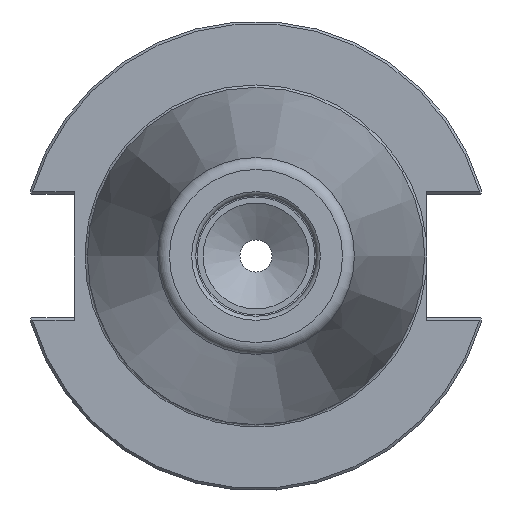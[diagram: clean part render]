
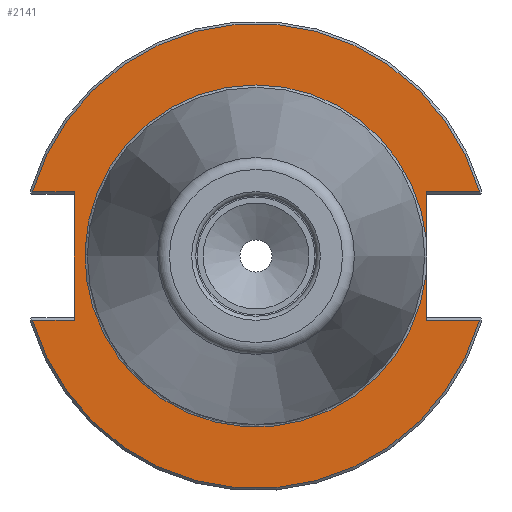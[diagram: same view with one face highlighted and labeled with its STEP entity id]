
A CAD part, left-side view. The second image highlights one B-rep face of the part: STEP entity #2141.
In plain terms, the highlighted planar face has unit normal (-1, 0, 0).
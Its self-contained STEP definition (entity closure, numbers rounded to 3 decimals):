
#121=PLANE('',#2336);
#173=LINE('',#3378,#280);
#177=LINE('',#3386,#284);
#178=LINE('',#3390,#285);
#179=LINE('',#3392,#286);
#180=LINE('',#3394,#287);
#181=LINE('',#3398,#288);
#182=LINE('',#3400,#289);
#280=VECTOR('',#2715,10.);
#284=VECTOR('',#2721,10.);
#285=VECTOR('',#2724,10.);
#286=VECTOR('',#2725,10.);
#287=VECTOR('',#2726,10.);
#288=VECTOR('',#2729,10.);
#289=VECTOR('',#2730,10.);
#425=FACE_OUTER_BOUND('',#544,.T.);
#544=EDGE_LOOP('',(#1545,#1546,#1547,#1548,#1549,#1550,#1551,#1552,#1553,
#1554,#1555));
#705=CIRCLE('',#2337,48.25);
#706=CIRCLE('',#2338,48.25);
#707=CIRCLE('',#2339,35.5);
#708=CIRCLE('',#2340,35.5);
#873=VERTEX_POINT('',#3373);
#874=VERTEX_POINT('',#3377);
#877=VERTEX_POINT('',#3385);
#878=VERTEX_POINT('',#3387);
#879=VERTEX_POINT('',#3389);
#880=VERTEX_POINT('',#3391);
#881=VERTEX_POINT('',#3393);
#882=VERTEX_POINT('',#3395);
#883=VERTEX_POINT('',#3397);
#884=VERTEX_POINT('',#3399);
#885=VERTEX_POINT('',#3401);
#1132=EDGE_CURVE('',#873,#874,#173,.T.);
#1136=EDGE_CURVE('',#877,#874,#177,.T.);
#1137=EDGE_CURVE('',#878,#873,#705,.T.);
#1138=EDGE_CURVE('',#879,#878,#178,.T.);
#1139=EDGE_CURVE('',#879,#880,#179,.T.);
#1140=EDGE_CURVE('',#881,#880,#180,.T.);
#1141=EDGE_CURVE('',#882,#881,#706,.T.);
#1142=EDGE_CURVE('',#883,#882,#181,.T.);
#1143=EDGE_CURVE('',#883,#884,#182,.T.);
#1144=EDGE_CURVE('',#884,#885,#707,.T.);
#1145=EDGE_CURVE('',#885,#877,#708,.T.);
#1545=ORIENTED_EDGE('',*,*,#1136,.T.);
#1546=ORIENTED_EDGE('',*,*,#1132,.F.);
#1547=ORIENTED_EDGE('',*,*,#1137,.F.);
#1548=ORIENTED_EDGE('',*,*,#1138,.F.);
#1549=ORIENTED_EDGE('',*,*,#1139,.T.);
#1550=ORIENTED_EDGE('',*,*,#1140,.F.);
#1551=ORIENTED_EDGE('',*,*,#1141,.F.);
#1552=ORIENTED_EDGE('',*,*,#1142,.F.);
#1553=ORIENTED_EDGE('',*,*,#1143,.T.);
#1554=ORIENTED_EDGE('',*,*,#1144,.T.);
#1555=ORIENTED_EDGE('',*,*,#1145,.T.);
#2141=ADVANCED_FACE('',(#425),#121,.T.);
#2336=AXIS2_PLACEMENT_3D('',#3384,#2719,#2720);
#2337=AXIS2_PLACEMENT_3D('',#3388,#2722,#2723);
#2338=AXIS2_PLACEMENT_3D('',#3396,#2727,#2728);
#2339=AXIS2_PLACEMENT_3D('',#3402,#2731,#2732);
#2340=AXIS2_PLACEMENT_3D('',#3403,#2733,#2734);
#2715=DIRECTION('',(0.,1.,0.));
#2719=DIRECTION('center_axis',(-1.,0.,0.));
#2720=DIRECTION('ref_axis',(0.,0.,1.));
#2721=DIRECTION('',(0.,0.,1.));
#2722=DIRECTION('center_axis',(1.,0.,0.));
#2723=DIRECTION('ref_axis',(0.,0.,-1.));
#2724=DIRECTION('',(0.,1.,0.));
#2725=DIRECTION('',(0.,0.,-1.));
#2726=DIRECTION('',(0.,-1.,0.));
#2727=DIRECTION('center_axis',(1.,0.,0.));
#2728=DIRECTION('ref_axis',(0.,0.,-1.));
#2729=DIRECTION('',(0.,-1.,0.));
#2730=DIRECTION('',(0.,0.,1.));
#2731=DIRECTION('center_axis',(1.,0.,0.));
#2732=DIRECTION('ref_axis',(0.,0.,-1.));
#2733=DIRECTION('center_axis',(1.,0.,0.));
#2734=DIRECTION('ref_axis',(0.,0.,-1.));
#3373=CARTESIAN_POINT('',(3.175,-46.373,13.325));
#3377=CARTESIAN_POINT('',(3.175,-35.3,13.325));
#3378=CARTESIAN_POINT('',(3.175,6.475,13.325));
#3384=CARTESIAN_POINT('Origin',(3.175,48.25,0.));
#3385=CARTESIAN_POINT('',(3.175,-35.3,3.762));
#3386=CARTESIAN_POINT('',(3.175,-35.3,-6.413));
#3387=CARTESIAN_POINT('',(3.175,46.373,13.325));
#3388=CARTESIAN_POINT('Origin',(3.175,0.,0.));
#3389=CARTESIAN_POINT('',(3.175,37.7,13.325));
#3390=CARTESIAN_POINT('',(3.175,61.395,13.325));
#3391=CARTESIAN_POINT('',(3.175,37.7,-13.325));
#3392=CARTESIAN_POINT('',(3.175,37.7,6.413));
#3393=CARTESIAN_POINT('',(3.175,46.373,-13.325));
#3394=CARTESIAN_POINT('',(3.175,42.975,-13.325));
#3395=CARTESIAN_POINT('',(3.175,-46.373,-13.325));
#3396=CARTESIAN_POINT('Origin',(3.175,0.,0.));
#3397=CARTESIAN_POINT('',(3.175,-35.3,-13.325));
#3398=CARTESIAN_POINT('',(3.175,-13.707,-13.325));
#3399=CARTESIAN_POINT('',(3.175,-35.3,-3.762));
#3400=CARTESIAN_POINT('',(3.175,-35.3,-6.413));
#3401=CARTESIAN_POINT('',(3.175,0.,35.5));
#3402=CARTESIAN_POINT('Origin',(3.175,0.,0.));
#3403=CARTESIAN_POINT('Origin',(3.175,0.,0.));
